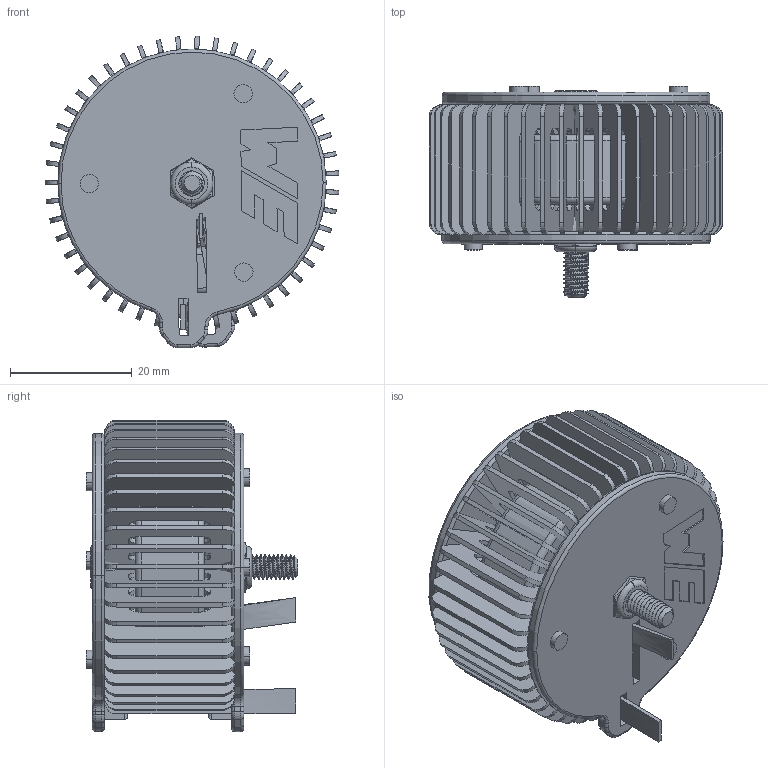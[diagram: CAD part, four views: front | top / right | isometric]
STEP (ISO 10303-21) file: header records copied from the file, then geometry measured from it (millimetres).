
FILE_DESCRIPTION (( 'STEP AP214' ), '1' );
FILE_NAME ('76080X401.STEP', '2022-10-25T19:00:32', ( '' ), ( '' ), 'SwSTEP 2.0', 'SolidWorks 2022', '' );
FILE_SCHEMA (( 'AUTOMOTIVE_DESIGN' ));
Length unit declared in the file: millimetre
Products named in the file (5): 4mm OD 30mm long_screw_91290A180; 070-7782_50mm10; 76080X401 Coil and Core; 76080X401; 4mm lock nut_94645A101
Assembly tree (5 placements, depth 2):
  76080X401
    76080X401 Coil and Core
    070-7782_50mm10  x2
    4mm OD 30mm long_screw_91290A180
    4mm lock nut_94645A101
Bounding box: 48.18 x 34.7 x 51.1 mm (x, y, z)
Volume: 24138.6 mm3; surface area: 38950.2 mm2
Topology: 52 solids, 52 shells, 1947 faces, 4823 edges, 3167 vertices
Faces by surface type: plane 1288, cylinder 509, torus 78, cone 38, bspline 30, sphere 4
Entity records: 70028 total; most frequent: CARTESIAN_POINT 16340, DIRECTION 9189, ORIENTED_EDGE 9016, EDGE_CURVE 4508, AXIS2_PLACEMENT_3D 3104, LINE 2981, VECTOR 2981, VERTEX_POINT 2973
